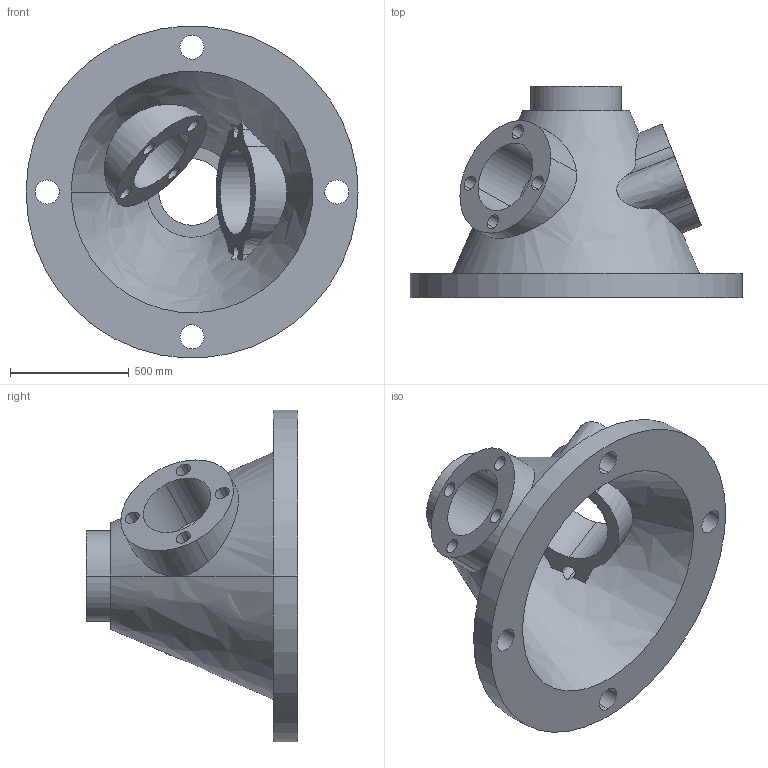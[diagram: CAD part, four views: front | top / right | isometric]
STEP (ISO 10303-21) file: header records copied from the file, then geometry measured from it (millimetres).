
FILE_DESCRIPTION(('FreeCAD Model'),'2;1');
FILE_NAME('Open CASCADE Shape Model','2025-04-26T05:00:41',('FreeCAD'),( 'FreeCAD'),'Open CASCADE STEP processor 7.6','FreeCAD','Unknown');
FILE_SCHEMA(('AUTOMOTIVE_DESIGN { 1 0 10303 214 1 1 1 1 }'));
Length unit declared in the file: millimetre
Products named in the file (1): Open CASCADE STEP translator 7.6 1
Bounding box: 1395.08 x 887.78 x 1393.17 mm (x, y, z)
Volume: 199707517.7 mm3; surface area: 6923754.2 mm2
Topology: 1 solids, 1 shells, 65 faces, 186 edges, 124 vertices
Faces by surface type: bspline 65
Entity records: 3378 total; most frequent: CARTESIAN_POINT 2321, ORIENTED_EDGE 372, EDGE_CURVE 186, VERTEX_POINT 124, B_SPLINE_CURVE_WITH_KNOTS 98, FACE_BOUND 92, EDGE_LOOP 92, ADVANCED_FACE 65
